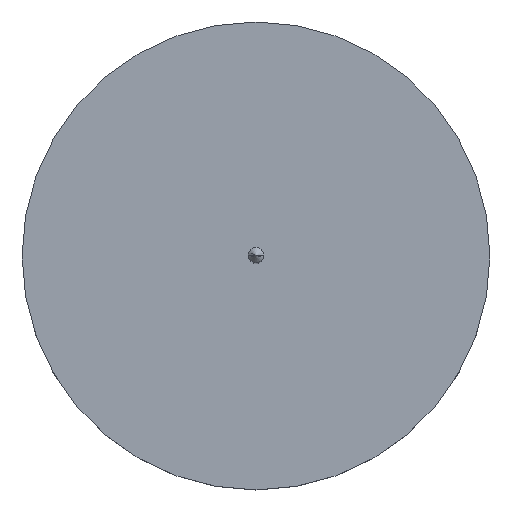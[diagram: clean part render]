
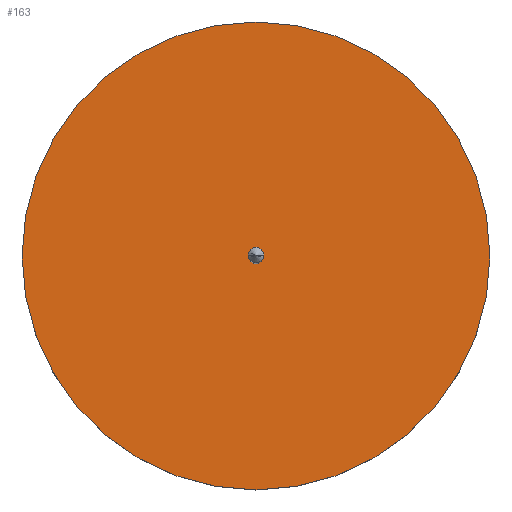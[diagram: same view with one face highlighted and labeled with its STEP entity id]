
A CAD part, top view. The second image highlights one B-rep face of the part: STEP entity #163.
In plain terms, the highlighted planar face has unit normal (0, 0, 1).
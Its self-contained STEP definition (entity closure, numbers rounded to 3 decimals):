
#12 = DIRECTION ( 'NONE',  ( 0., 0., 1. ) ) ;
#25 = AXIS2_PLACEMENT_3D ( 'NONE', #241, #95, #180 ) ;
#29 = DIRECTION ( 'NONE',  ( 1., 0., 0. ) ) ;
#40 = VERTEX_POINT ( 'NONE', #108 ) ;
#48 = CIRCLE ( 'NONE', #86, 7.5 ) ;
#52 = AXIS2_PLACEMENT_3D ( 'NONE', #264, #158, #68 ) ;
#54 = DIRECTION ( 'NONE',  ( 1., 0., 0. ) ) ;
#60 = ORIENTED_EDGE ( 'NONE', *, *, #92, .T. ) ;
#68 = DIRECTION ( 'NONE',  ( 1., 0., 0. ) ) ;
#75 = FACE_OUTER_BOUND ( 'NONE', #147, .T. ) ;
#79 = CIRCLE ( 'NONE', #204, 0.25 ) ;
#85 = EDGE_LOOP ( 'NONE', ( #122, #216 ) ) ;
#86 = AXIS2_PLACEMENT_3D ( 'NONE', #268, #270, #54 ) ;
#89 = VERTEX_POINT ( 'NONE', #224 ) ;
#92 = EDGE_CURVE ( 'NONE', #40, #218, #48, .T. ) ;
#95 = DIRECTION ( 'NONE',  ( 0., 0., 1. ) ) ;
#108 = CARTESIAN_POINT ( 'NONE',  ( -7.5, 0., 2. ) ) ;
#110 = EDGE_CURVE ( 'NONE', #218, #40, #242, .T. ) ;
#122 = ORIENTED_EDGE ( 'NONE', *, *, #131, .F. ) ;
#123 = VERTEX_POINT ( 'NONE', #152 ) ;
#130 = DIRECTION ( 'NONE',  ( 1., 0., 0. ) ) ;
#131 = EDGE_CURVE ( 'NONE', #123, #89, #173, .T. ) ;
#147 = EDGE_LOOP ( 'NONE', ( #60, #175 ) ) ;
#152 = CARTESIAN_POINT ( 'NONE',  ( -0.25, 0., 2. ) ) ;
#153 = CARTESIAN_POINT ( 'NONE',  ( 0., 0., 2. ) ) ;
#156 = PLANE ( 'NONE',  #164 ) ;
#158 = DIRECTION ( 'NONE',  ( 0., 0., 1. ) ) ;
#163 = ADVANCED_FACE ( 'NONE', ( #266, #75 ), #156, .T. ) ;
#164 = AXIS2_PLACEMENT_3D ( 'NONE', #153, #12, #130 ) ;
#171 = EDGE_CURVE ( 'NONE', #89, #123, #79, .T. ) ;
#173 = CIRCLE ( 'NONE', #52, 0.25 ) ;
#175 = ORIENTED_EDGE ( 'NONE', *, *, #110, .T. ) ;
#180 = DIRECTION ( 'NONE',  ( 1., 0., 0. ) ) ;
#204 = AXIS2_PLACEMENT_3D ( 'NONE', #226, #209, #29 ) ;
#209 = DIRECTION ( 'NONE',  ( 0., 0., 1. ) ) ;
#216 = ORIENTED_EDGE ( 'NONE', *, *, #171, .F. ) ;
#218 = VERTEX_POINT ( 'NONE', #269 ) ;
#224 = CARTESIAN_POINT ( 'NONE',  ( 0.25, 0., 2. ) ) ;
#226 = CARTESIAN_POINT ( 'NONE',  ( 0., 0., 2. ) ) ;
#241 = CARTESIAN_POINT ( 'NONE',  ( 0., 0., 2. ) ) ;
#242 = CIRCLE ( 'NONE', #25, 7.5 ) ;
#264 = CARTESIAN_POINT ( 'NONE',  ( 0., 0., 2. ) ) ;
#266 = FACE_BOUND ( 'NONE', #85, .T. ) ;
#268 = CARTESIAN_POINT ( 'NONE',  ( 0., 0., 2. ) ) ;
#269 = CARTESIAN_POINT ( 'NONE',  ( 7.5, 0., 2. ) ) ;
#270 = DIRECTION ( 'NONE',  ( 0., 0., 1. ) ) ;
